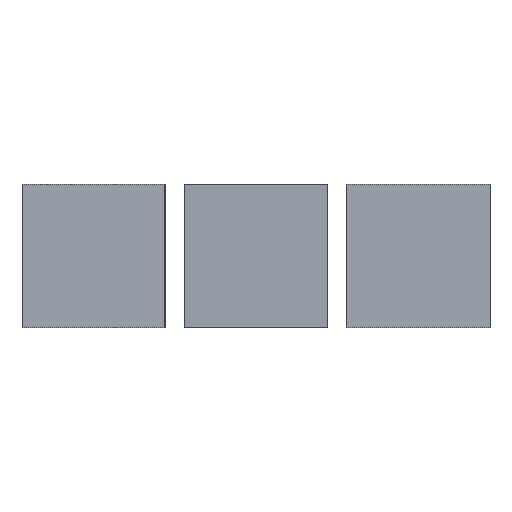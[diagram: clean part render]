
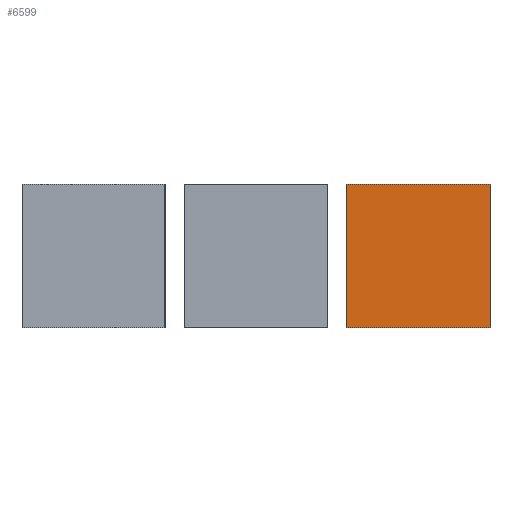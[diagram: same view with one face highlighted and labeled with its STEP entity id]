
A CAD part, left-side view. The second image highlights one B-rep face of the part: STEP entity #6599.
In plain terms, the highlighted planar face has unit normal (-1, 0, 0).
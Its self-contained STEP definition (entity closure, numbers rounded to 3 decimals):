
#6543=CARTESIAN_POINT('',(-6.6,-23.4,0.));
#6544=VERTEX_POINT('',#6543);
#6551=CARTESIAN_POINT('',(-6.6,-23.4,13.2));
#6552=VERTEX_POINT('',#6551);
#6553=CARTESIAN_POINT('',(-6.6,-23.4,13.2));
#6554=DIRECTION('',(0.,0.,-1.));
#6555=VECTOR('',#6554,13.2);
#6556=LINE('',#6553,#6555);
#6557=EDGE_CURVE('',#6552,#6544,#6556,.T.);
#6569=CARTESIAN_POINT('',(-6.6,-30.,13.2));
#6570=DIRECTION('',(-1.,0.,0.));
#6571=DIRECTION('',(0.,0.,1.));
#6572=AXIS2_PLACEMENT_3D('',#6569,#6570,#6571);
#6573=PLANE('',#6572);
#6574=CARTESIAN_POINT('',(-6.6,-36.6,0.));
#6575=VERTEX_POINT('',#6574);
#6576=CARTESIAN_POINT('',(-6.6,-36.6,0.));
#6577=DIRECTION('',(0.,1.,0.));
#6578=VECTOR('',#6577,13.2);
#6579=LINE('',#6576,#6578);
#6580=EDGE_CURVE('',#6575,#6544,#6579,.T.);
#6581=ORIENTED_EDGE('',*,*,#6580,.F.);
#6582=CARTESIAN_POINT('',(-6.6,-36.6,13.2));
#6583=VERTEX_POINT('',#6582);
#6584=CARTESIAN_POINT('',(-6.6,-36.6,13.2));
#6585=DIRECTION('',(0.,0.,-1.));
#6586=VECTOR('',#6585,13.2);
#6587=LINE('',#6584,#6586);
#6588=EDGE_CURVE('',#6583,#6575,#6587,.T.);
#6589=ORIENTED_EDGE('',*,*,#6588,.F.);
#6590=CARTESIAN_POINT('',(-6.6,-36.6,13.2));
#6591=DIRECTION('',(0.,1.,0.));
#6592=VECTOR('',#6591,13.2);
#6593=LINE('',#6590,#6592);
#6594=EDGE_CURVE('',#6583,#6552,#6593,.T.);
#6595=ORIENTED_EDGE('',*,*,#6594,.T.);
#6596=ORIENTED_EDGE('',*,*,#6557,.T.);
#6597=EDGE_LOOP('',(#6581,#6589,#6595,#6596));
#6598=FACE_BOUND('',#6597,.T.);
#6599=ADVANCED_FACE('',(#6598),#6573,.T.);
